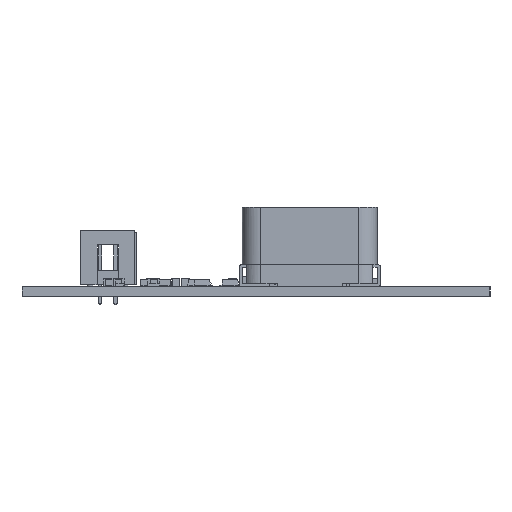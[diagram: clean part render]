
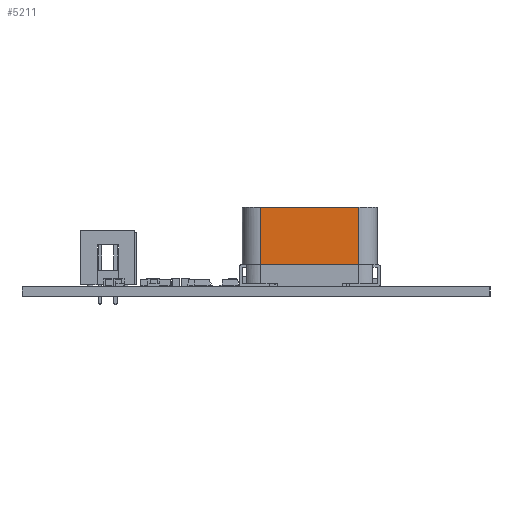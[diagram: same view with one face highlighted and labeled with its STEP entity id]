
A CAD part, left-side view. The second image highlights one B-rep face of the part: STEP entity #5211.
In plain terms, the highlighted face is planar.
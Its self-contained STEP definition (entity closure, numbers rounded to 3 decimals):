
#376 = PLANE('',#377);
#377 = AXIS2_PLACEMENT_3D('',#378,#379,#380);
#378 = CARTESIAN_POINT('',(0.,12.9,0.));
#379 = DIRECTION('',(-0.,1.,0.));
#380 = DIRECTION('',(0.,0.,1.));
#993 = VERTEX_POINT('',#994);
#994 = CARTESIAN_POINT('',(-8.,12.9,11.25));
#1009 = CYLINDRICAL_SURFACE('',#1010,3.);
#1010 = AXIS2_PLACEMENT_3D('',#1011,#1012,#1013);
#1011 = CARTESIAN_POINT('',(-8.,12.9,8.25));
#1012 = DIRECTION('',(0.,-1.,0.));
#1013 = DIRECTION('',(0.,0.,-1.));
#1021 = EDGE_CURVE('',#993,#1022,#1024,.T.);
#1022 = VERTEX_POINT('',#1023);
#1023 = CARTESIAN_POINT('',(8.,12.9,11.25));
#1024 = SURFACE_CURVE('',#1025,(#1029,#1036),.PCURVE_S1.);
#1025 = LINE('',#1026,#1027);
#1026 = CARTESIAN_POINT('',(-11.,12.9,11.25));
#1027 = VECTOR('',#1028,1.);
#1028 = DIRECTION('',(1.,0.,0.));
#1029 = PCURVE('',#376,#1030);
#1030 = DEFINITIONAL_REPRESENTATION('',(#1031),#1035);
#1031 = LINE('',#1032,#1033);
#1032 = CARTESIAN_POINT('',(11.25,-11.));
#1033 = VECTOR('',#1034,1.);
#1034 = DIRECTION('',(0.,1.));
#1035 = ( GEOMETRIC_REPRESENTATION_CONTEXT(2) 
PARAMETRIC_REPRESENTATION_CONTEXT() REPRESENTATION_CONTEXT('2D SPACE',''
  ) );
#1036 = PCURVE('',#1037,#1042);
#1037 = PLANE('',#1038);
#1038 = AXIS2_PLACEMENT_3D('',#1039,#1040,#1041);
#1039 = CARTESIAN_POINT('',(-11.,12.9,11.25));
#1040 = DIRECTION('',(0.,0.,-1.));
#1041 = DIRECTION('',(-1.,0.,0.));
#1042 = DEFINITIONAL_REPRESENTATION('',(#1043),#1047);
#1043 = LINE('',#1044,#1045);
#1044 = CARTESIAN_POINT('',(0.,0.));
#1045 = VECTOR('',#1046,1.);
#1046 = DIRECTION('',(-1.,0.));
#1047 = ( GEOMETRIC_REPRESENTATION_CONTEXT(2) 
PARAMETRIC_REPRESENTATION_CONTEXT() REPRESENTATION_CONTEXT('2D SPACE',''
  ) );
#1064 = CYLINDRICAL_SURFACE('',#1065,3.);
#1065 = AXIS2_PLACEMENT_3D('',#1066,#1067,#1068);
#1066 = CARTESIAN_POINT('',(8.,12.9,8.25));
#1067 = DIRECTION('',(0.,-1.,0.));
#1068 = DIRECTION('',(0.,0.,-1.));
#2036 = VERTEX_POINT('',#2037);
#2037 = CARTESIAN_POINT('',(-8.,3.58,11.25));
#2047 = PLANE('',#2048);
#2048 = AXIS2_PLACEMENT_3D('',#2049,#2050,#2051);
#2049 = CARTESIAN_POINT('',(0.,3.58,0.)
  );
#2050 = DIRECTION('',(-0.,1.,0.));
#2051 = DIRECTION('',(0.,0.,1.));
#2070 = EDGE_CURVE('',#2036,#2071,#2073,.T.);
#2071 = VERTEX_POINT('',#2072);
#2072 = CARTESIAN_POINT('',(8.,3.58,11.25));
#2073 = SURFACE_CURVE('',#2074,(#2078,#2085),.PCURVE_S1.);
#2074 = LINE('',#2075,#2076);
#2075 = CARTESIAN_POINT('',(-11.,3.58,11.25));
#2076 = VECTOR('',#2077,1.);
#2077 = DIRECTION('',(1.,0.,0.));
#2078 = PCURVE('',#2047,#2079);
#2079 = DEFINITIONAL_REPRESENTATION('',(#2080),#2084);
#2080 = LINE('',#2081,#2082);
#2081 = CARTESIAN_POINT('',(11.25,-11.));
#2082 = VECTOR('',#2083,1.);
#2083 = DIRECTION('',(0.,1.));
#2084 = ( GEOMETRIC_REPRESENTATION_CONTEXT(2) 
PARAMETRIC_REPRESENTATION_CONTEXT() REPRESENTATION_CONTEXT('2D SPACE',''
  ) );
#2085 = PCURVE('',#1037,#2086);
#2086 = DEFINITIONAL_REPRESENTATION('',(#2087),#2091);
#2087 = LINE('',#2088,#2089);
#2088 = CARTESIAN_POINT('',(0.,-9.32));
#2089 = VECTOR('',#2090,1.);
#2090 = DIRECTION('',(-1.,0.));
#2091 = ( GEOMETRIC_REPRESENTATION_CONTEXT(2) 
PARAMETRIC_REPRESENTATION_CONTEXT() REPRESENTATION_CONTEXT('2D SPACE',''
  ) );
#5051 = EDGE_CURVE('',#2071,#1022,#5052,.T.);
#5052 = SURFACE_CURVE('',#5053,(#5057,#5064),.PCURVE_S1.);
#5053 = LINE('',#5054,#5055);
#5054 = CARTESIAN_POINT('',(8.,12.9,11.25));
#5055 = VECTOR('',#5056,1.);
#5056 = DIRECTION('',(-0.,1.,-0.));
#5057 = PCURVE('',#1064,#5058);
#5058 = DEFINITIONAL_REPRESENTATION('',(#5059),#5063);
#5059 = LINE('',#5060,#5061);
#5060 = CARTESIAN_POINT('',(3.142,0.));
#5061 = VECTOR('',#5062,1.);
#5062 = DIRECTION('',(0.,-1.));
#5063 = ( GEOMETRIC_REPRESENTATION_CONTEXT(2) 
PARAMETRIC_REPRESENTATION_CONTEXT() REPRESENTATION_CONTEXT('2D SPACE',''
  ) );
#5064 = PCURVE('',#1037,#5065);
#5065 = DEFINITIONAL_REPRESENTATION('',(#5066),#5070);
#5066 = LINE('',#5067,#5068);
#5067 = CARTESIAN_POINT('',(-19.,0.));
#5068 = VECTOR('',#5069,1.);
#5069 = DIRECTION('',(0.,1.));
#5070 = ( GEOMETRIC_REPRESENTATION_CONTEXT(2) 
PARAMETRIC_REPRESENTATION_CONTEXT() REPRESENTATION_CONTEXT('2D SPACE',''
  ) );
#5136 = EDGE_CURVE('',#993,#2036,#5137,.T.);
#5137 = SURFACE_CURVE('',#5138,(#5142,#5149),.PCURVE_S1.);
#5138 = LINE('',#5139,#5140);
#5139 = CARTESIAN_POINT('',(-8.,12.9,11.25));
#5140 = VECTOR('',#5141,1.);
#5141 = DIRECTION('',(0.,-1.,0.));
#5142 = PCURVE('',#1009,#5143);
#5143 = DEFINITIONAL_REPRESENTATION('',(#5144),#5148);
#5144 = LINE('',#5145,#5146);
#5145 = CARTESIAN_POINT('',(3.142,0.));
#5146 = VECTOR('',#5147,1.);
#5147 = DIRECTION('',(0.,1.));
#5148 = ( GEOMETRIC_REPRESENTATION_CONTEXT(2) 
PARAMETRIC_REPRESENTATION_CONTEXT() REPRESENTATION_CONTEXT('2D SPACE',''
  ) );
#5149 = PCURVE('',#1037,#5150);
#5150 = DEFINITIONAL_REPRESENTATION('',(#5151),#5155);
#5151 = LINE('',#5152,#5153);
#5152 = CARTESIAN_POINT('',(-3.,0.));
#5153 = VECTOR('',#5154,1.);
#5154 = DIRECTION('',(0.,-1.));
#5155 = ( GEOMETRIC_REPRESENTATION_CONTEXT(2) 
PARAMETRIC_REPRESENTATION_CONTEXT() REPRESENTATION_CONTEXT('2D SPACE',''
  ) );
#5211 = ADVANCED_FACE('',(#5212),#1037,.F.);
#5212 = FACE_BOUND('',#5213,.T.);
#5213 = EDGE_LOOP('',(#5214,#5215,#5216,#5217));
#5214 = ORIENTED_EDGE('',*,*,#5136,.T.);
#5215 = ORIENTED_EDGE('',*,*,#2070,.T.);
#5216 = ORIENTED_EDGE('',*,*,#5051,.T.);
#5217 = ORIENTED_EDGE('',*,*,#1021,.F.);
